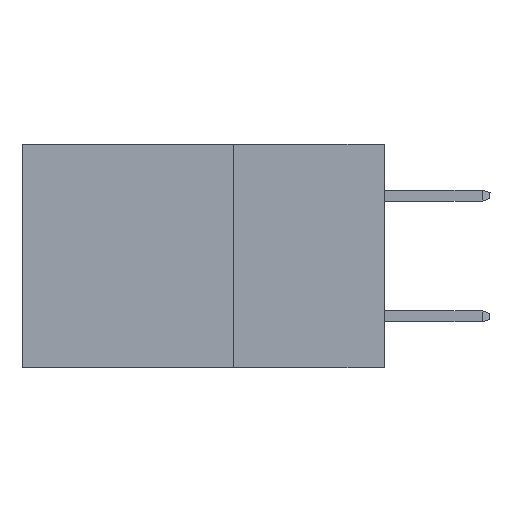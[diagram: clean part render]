
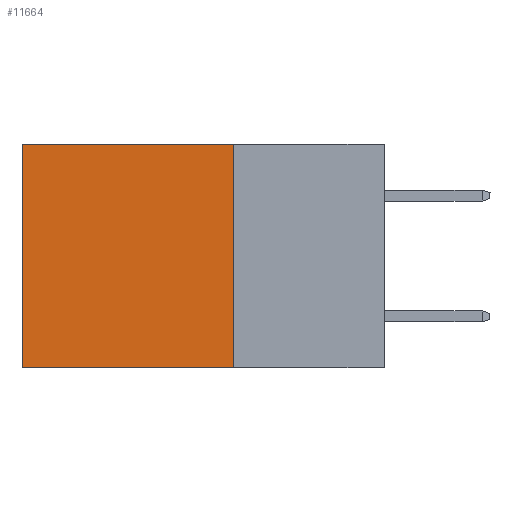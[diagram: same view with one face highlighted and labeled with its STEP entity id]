
A CAD part, left-side view. The second image highlights one B-rep face of the part: STEP entity #11664.
In plain terms, the highlighted planar face has unit normal (-1, 0, 0).
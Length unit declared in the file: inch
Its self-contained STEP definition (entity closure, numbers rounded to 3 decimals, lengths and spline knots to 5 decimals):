
#1051 = FACE_OUTER_BOUND ( 'NONE', #10902, .T. ) ;
#1356 = PLANE ( 'NONE',  #10367 ) ;
#2170 = DIRECTION ( 'NONE',  ( 0., 1., 0. ) ) ;
#2209 = DIRECTION ( 'NONE',  ( 0., 0., -1. ) ) ;
#3864 = VECTOR ( 'NONE', #9601, 39.37008 ) ;
#4279 = EDGE_CURVE ( 'NONE', #7874, #10034, #12416, .T. ) ;
#4699 = LINE ( 'NONE', #8115, #10626 ) ;
#4712 = VECTOR ( 'NONE', #5511, 39.37008 ) ;
#5079 = CARTESIAN_POINT ( 'NONE',  ( 0.298, 0.25, 0. ) ) ;
#5104 = VERTEX_POINT ( 'NONE', #12347 ) ;
#5481 = VECTOR ( 'NONE', #2170, 39.37008 ) ;
#5511 = DIRECTION ( 'NONE',  ( 0., 1., 0. ) ) ;
#5625 = LINE ( 'NONE', #7550, #4712 ) ;
#5890 = ORIENTED_EDGE ( 'NONE', *, *, #4279, .T. ) ;
#7016 = LINE ( 'NONE', #7088, #5481 ) ;
#7088 = CARTESIAN_POINT ( 'NONE',  ( 0.298, 0.25, 0. ) ) ;
#7142 = ORIENTED_EDGE ( 'NONE', *, *, #9724, .F. ) ;
#7550 = CARTESIAN_POINT ( 'NONE',  ( 0.298, 0.25, -0.37 ) ) ;
#7874 = VERTEX_POINT ( 'NONE', #12519 ) ;
#8115 = CARTESIAN_POINT ( 'NONE',  ( 0.298, 0.25, 0. ) ) ;
#8231 = DIRECTION ( 'NONE',  ( 0., 0., -1. ) ) ;
#9057 = EDGE_CURVE ( 'NONE', #11070, #7874, #7016, .T. ) ;
#9439 = CARTESIAN_POINT ( 'NONE',  ( 0.298, 0.6, 0. ) ) ;
#9601 = DIRECTION ( 'NONE',  ( 0., 0., -1. ) ) ;
#9724 = EDGE_CURVE ( 'NONE', #5104, #10034, #5625, .T. ) ;
#10034 = VERTEX_POINT ( 'NONE', #11766 ) ;
#10135 = CARTESIAN_POINT ( 'NONE',  ( 0.298, 0.25, 0. ) ) ;
#10367 = AXIS2_PLACEMENT_3D ( 'NONE', #5079, #12095, #8231 ) ;
#10400 = EDGE_CURVE ( 'NONE', #11070, #5104, #4699, .T. ) ;
#10626 = VECTOR ( 'NONE', #2209, 39.37008 ) ;
#10902 = EDGE_LOOP ( 'NONE', ( #5890, #7142, #11328, #12497 ) ) ;
#11070 = VERTEX_POINT ( 'NONE', #10135 ) ;
#11328 = ORIENTED_EDGE ( 'NONE', *, *, #10400, .F. ) ;
#11664 = ADVANCED_FACE ( 'NONE', ( #1051 ), #1356, .F. ) ;
#11766 = CARTESIAN_POINT ( 'NONE',  ( 0.298, 0.6, -0.37 ) ) ;
#12095 = DIRECTION ( 'NONE',  ( 1., 0., 0. ) ) ;
#12347 = CARTESIAN_POINT ( 'NONE',  ( 0.298, 0.25, -0.37 ) ) ;
#12416 = LINE ( 'NONE', #9439, #3864 ) ;
#12497 = ORIENTED_EDGE ( 'NONE', *, *, #9057, .T. ) ;
#12519 = CARTESIAN_POINT ( 'NONE',  ( 0.298, 0.6, 0. ) ) ;
